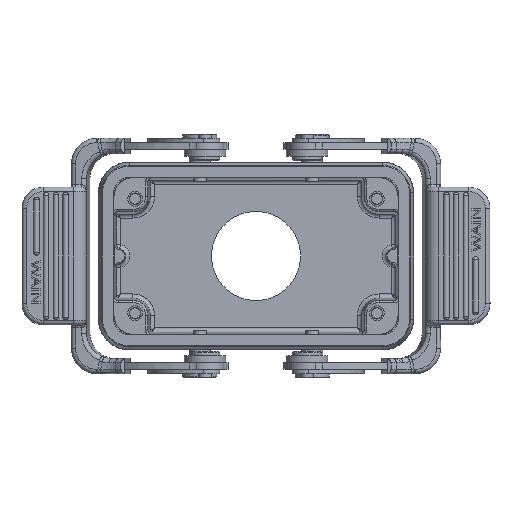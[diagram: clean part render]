
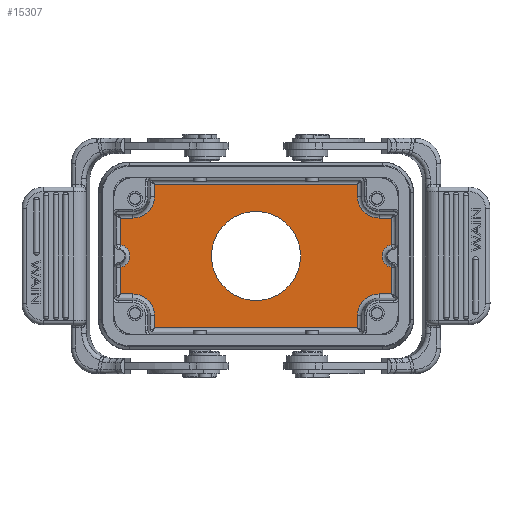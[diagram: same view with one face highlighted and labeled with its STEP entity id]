
A CAD part, front view. The second image highlights one B-rep face of the part: STEP entity #15307.
In plain terms, the highlighted planar face has unit normal (0, -1, 0).
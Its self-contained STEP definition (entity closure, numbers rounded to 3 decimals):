
#11358=LINE('',#51685,#13595);
#11359=LINE('',#51687,#13596);
#11360=LINE('',#51692,#13597);
#11361=LINE('',#51694,#13598);
#11362=LINE('',#51696,#13599);
#11363=LINE('',#51700,#13600);
#11364=LINE('',#51702,#13601);
#11365=LINE('',#51703,#13602);
#11366=LINE('',#51707,#13603);
#11367=LINE('',#51709,#13604);
#11368=LINE('',#51711,#13605);
#11369=LINE('',#51715,#13606);
#11370=LINE('',#51717,#13607);
#11371=LINE('',#51721,#13608);
#13595=VECTOR('',#40110,1.);
#13596=VECTOR('',#40113,1.);
#13597=VECTOR('',#40116,1.);
#13598=VECTOR('',#40117,1.);
#13599=VECTOR('',#40118,1.);
#13600=VECTOR('',#40121,1.);
#13601=VECTOR('',#40122,1.);
#13602=VECTOR('',#40123,1.);
#13603=VECTOR('',#40126,1.);
#13604=VECTOR('',#40127,1.);
#13605=VECTOR('',#40128,1.);
#13606=VECTOR('',#40131,1.);
#13607=VECTOR('',#40132,1.);
#13608=VECTOR('',#40135,1.);
#15307=ADVANCED_FACE('',(#17013,#17014),#16383,.T.);
#16383=PLANE('',#34858);
#17013=FACE_BOUND('',#18247,.T.);
#17014=FACE_BOUND('',#18248,.T.);
#18247=EDGE_LOOP('',(#23606,#23607,#23608,#23609,#23610,#23611,#23612,#23613,
#23614,#23615,#23616,#23617,#23618,#23619,#23620,#23621,#23622,#23623,#23624,
#23625));
#18248=EDGE_LOOP('',(#23626));
#23606=ORIENTED_EDGE('',*,*,#31358,.T.);
#23607=ORIENTED_EDGE('',*,*,#31359,.F.);
#23608=ORIENTED_EDGE('',*,*,#31360,.T.);
#23609=ORIENTED_EDGE('',*,*,#31361,.T.);
#23610=ORIENTED_EDGE('',*,*,#31362,.T.);
#23611=ORIENTED_EDGE('',*,*,#31363,.F.);
#23612=ORIENTED_EDGE('',*,*,#31364,.T.);
#23613=ORIENTED_EDGE('',*,*,#31365,.T.);
#23614=ORIENTED_EDGE('',*,*,#31353,.F.);
#23615=ORIENTED_EDGE('',*,*,#31357,.T.);
#23616=ORIENTED_EDGE('',*,*,#31366,.T.);
#23617=ORIENTED_EDGE('',*,*,#31367,.F.);
#23618=ORIENTED_EDGE('',*,*,#31368,.T.);
#23619=ORIENTED_EDGE('',*,*,#31369,.T.);
#23620=ORIENTED_EDGE('',*,*,#31370,.T.);
#23621=ORIENTED_EDGE('',*,*,#31371,.F.);
#23622=ORIENTED_EDGE('',*,*,#31372,.T.);
#23623=ORIENTED_EDGE('',*,*,#31373,.T.);
#23624=ORIENTED_EDGE('',*,*,#31374,.F.);
#23625=ORIENTED_EDGE('',*,*,#31375,.T.);
#23626=ORIENTED_EDGE('',*,*,#31376,.F.);
#28139=VERTEX_POINT('',#51671);
#28140=VERTEX_POINT('',#51675);
#28141=VERTEX_POINT('',#51684);
#28142=VERTEX_POINT('',#51688);
#28143=VERTEX_POINT('',#51689);
#28144=VERTEX_POINT('',#51691);
#28145=VERTEX_POINT('',#51693);
#28146=VERTEX_POINT('',#51695);
#28147=VERTEX_POINT('',#51697);
#28148=VERTEX_POINT('',#51699);
#28149=VERTEX_POINT('',#51701);
#28150=VERTEX_POINT('',#51704);
#28151=VERTEX_POINT('',#51706);
#28152=VERTEX_POINT('',#51708);
#28153=VERTEX_POINT('',#51710);
#28154=VERTEX_POINT('',#51712);
#28155=VERTEX_POINT('',#51714);
#28156=VERTEX_POINT('',#51716);
#28157=VERTEX_POINT('',#51718);
#28158=VERTEX_POINT('',#51720);
#28159=VERTEX_POINT('',#51723);
#31353=EDGE_CURVE('',#28140,#28139,#33134,.T.);
#31357=EDGE_CURVE('',#28140,#28141,#11358,.T.);
#31358=EDGE_CURVE('',#28142,#28143,#11359,.T.);
#31359=EDGE_CURVE('',#28144,#28143,#33137,.T.);
#31360=EDGE_CURVE('',#28144,#28145,#11360,.T.);
#31361=EDGE_CURVE('',#28145,#28146,#11361,.T.);
#31362=EDGE_CURVE('',#28146,#28147,#11362,.T.);
#31363=EDGE_CURVE('',#28148,#28147,#33138,.T.);
#31364=EDGE_CURVE('',#28148,#28149,#11363,.T.);
#31365=EDGE_CURVE('',#28149,#28139,#11364,.T.);
#31366=EDGE_CURVE('',#28141,#28150,#11365,.T.);
#31367=EDGE_CURVE('',#28151,#28150,#33139,.T.);
#31368=EDGE_CURVE('',#28151,#28152,#11366,.T.);
#31369=EDGE_CURVE('',#28152,#28153,#11367,.T.);
#31370=EDGE_CURVE('',#28153,#28154,#11368,.T.);
#31371=EDGE_CURVE('',#28155,#28154,#33140,.T.);
#31372=EDGE_CURVE('',#28155,#28156,#11369,.T.);
#31373=EDGE_CURVE('',#28156,#28157,#11370,.T.);
#31374=EDGE_CURVE('',#28158,#28157,#33141,.T.);
#31375=EDGE_CURVE('',#28158,#28142,#11371,.T.);
#31376=EDGE_CURVE('',#28159,#28159,#33142,.T.);
#33134=CIRCLE('',#34846,2.772);
#33137=CIRCLE('',#34852,5.053);
#33138=CIRCLE('',#34853,5.053);
#33139=CIRCLE('',#34854,5.053);
#33140=CIRCLE('',#34855,5.053);
#33141=CIRCLE('',#34856,2.772);
#33142=CIRCLE('',#34857,10.5);
#34846=AXIS2_PLACEMENT_3D('',#51674,#40100,#40101);
#34852=AXIS2_PLACEMENT_3D('',#51690,#40114,#40115);
#34853=AXIS2_PLACEMENT_3D('',#51698,#40119,#40120);
#34854=AXIS2_PLACEMENT_3D('',#51705,#40124,#40125);
#34855=AXIS2_PLACEMENT_3D('',#51713,#40129,#40130);
#34856=AXIS2_PLACEMENT_3D('',#51719,#40133,#40134);
#34857=AXIS2_PLACEMENT_3D('',#51722,#40136,#40137);
#34858=AXIS2_PLACEMENT_3D('',#51724,#40138,#40139);
#40100=DIRECTION('',(0.,-1.,0.));
#40101=DIRECTION('',(0.,0.,-1.));
#40110=DIRECTION('',(0.,0.,-1.));
#40113=DIRECTION('',(-1.,0.,0.));
#40114=DIRECTION('',(0.,-1.,0.));
#40115=DIRECTION('',(0.,0.,-1.));
#40116=DIRECTION('',(0.,0.,1.));
#40117=DIRECTION('',(-1.,0.,0.));
#40118=DIRECTION('',(0.,0.,-1.));
#40119=DIRECTION('',(0.,-1.,0.));
#40120=DIRECTION('',(0.,0.,-1.));
#40121=DIRECTION('',(-1.,0.,0.));
#40122=DIRECTION('',(0.,0.,-1.));
#40123=DIRECTION('',(1.,0.,0.));
#40124=DIRECTION('',(0.,-1.,0.));
#40125=DIRECTION('',(0.,0.,-1.));
#40126=DIRECTION('',(0.,0.,-1.));
#40127=DIRECTION('',(1.,0.,0.));
#40128=DIRECTION('',(0.,0.,1.));
#40129=DIRECTION('',(0.,-1.,0.));
#40130=DIRECTION('',(0.,0.,-1.));
#40131=DIRECTION('',(1.,0.,0.));
#40132=DIRECTION('',(0.,0.,1.));
#40133=DIRECTION('',(0.,-1.,0.));
#40134=DIRECTION('',(0.,0.,-1.));
#40135=DIRECTION('',(0.,0.,1.));
#40136=DIRECTION('',(0.,-1.,0.));
#40137=DIRECTION('',(0.,0.,-1.));
#40138=DIRECTION('',(0.,-1.,0.));
#40139=DIRECTION('',(0.,0.,-1.));
#51671=CARTESIAN_POINT('',(-31.947,19.35,2.717));
#51674=CARTESIAN_POINT('',(-32.5,19.35,0.));
#51675=CARTESIAN_POINT('',(-31.947,19.35,-2.717));
#51684=CARTESIAN_POINT('',(-31.946,19.35,-8.946));
#51685=CARTESIAN_POINT('',(-31.947,19.35,-21.5));
#51687=CARTESIAN_POINT('',(0.,19.35,8.947));
#51688=CARTESIAN_POINT('',(31.946,19.35,8.946));
#51689=CARTESIAN_POINT('',(29.,19.35,8.947));
#51690=CARTESIAN_POINT('',(29.,19.35,14.));
#51691=CARTESIAN_POINT('',(23.947,19.35,14.));
#51692=CARTESIAN_POINT('',(23.947,19.35,-21.5));
#51693=CARTESIAN_POINT('',(23.946,19.35,16.946));
#51694=CARTESIAN_POINT('',(0.,19.35,16.947));
#51695=CARTESIAN_POINT('',(-23.946,19.35,16.946));
#51696=CARTESIAN_POINT('',(-23.947,19.35,-21.5));
#51697=CARTESIAN_POINT('',(-23.947,19.35,14.));
#51698=CARTESIAN_POINT('',(-29.,19.35,14.));
#51699=CARTESIAN_POINT('',(-29.,19.35,8.947));
#51700=CARTESIAN_POINT('',(0.,19.35,8.947));
#51701=CARTESIAN_POINT('',(-31.946,19.35,8.946));
#51702=CARTESIAN_POINT('',(-31.947,19.35,-21.5));
#51703=CARTESIAN_POINT('',(0.,19.35,-8.947));
#51704=CARTESIAN_POINT('',(-29.,19.35,-8.947));
#51705=CARTESIAN_POINT('',(-29.,19.35,-14.));
#51706=CARTESIAN_POINT('',(-23.947,19.35,-14.));
#51707=CARTESIAN_POINT('',(-23.947,19.35,-21.5));
#51708=CARTESIAN_POINT('',(-23.946,19.35,-16.946));
#51709=CARTESIAN_POINT('',(0.,19.35,-16.947));
#51710=CARTESIAN_POINT('',(23.946,19.35,-16.946));
#51711=CARTESIAN_POINT('',(23.947,19.35,-21.5));
#51712=CARTESIAN_POINT('',(23.947,19.35,-14.));
#51713=CARTESIAN_POINT('',(29.,19.35,-14.));
#51714=CARTESIAN_POINT('',(29.,19.35,-8.947));
#51715=CARTESIAN_POINT('',(0.,19.35,-8.947));
#51716=CARTESIAN_POINT('',(31.946,19.35,-8.946));
#51717=CARTESIAN_POINT('',(31.947,19.35,-21.5));
#51718=CARTESIAN_POINT('',(31.947,19.35,-2.717));
#51719=CARTESIAN_POINT('',(32.5,19.35,0.));
#51720=CARTESIAN_POINT('',(31.947,19.35,2.717));
#51721=CARTESIAN_POINT('',(31.947,19.35,-21.5));
#51722=CARTESIAN_POINT('',(0.,19.35,0.));
#51723=CARTESIAN_POINT('',(10.5,19.35,0.));
#51724=CARTESIAN_POINT('',(0.,19.35,-21.5));
